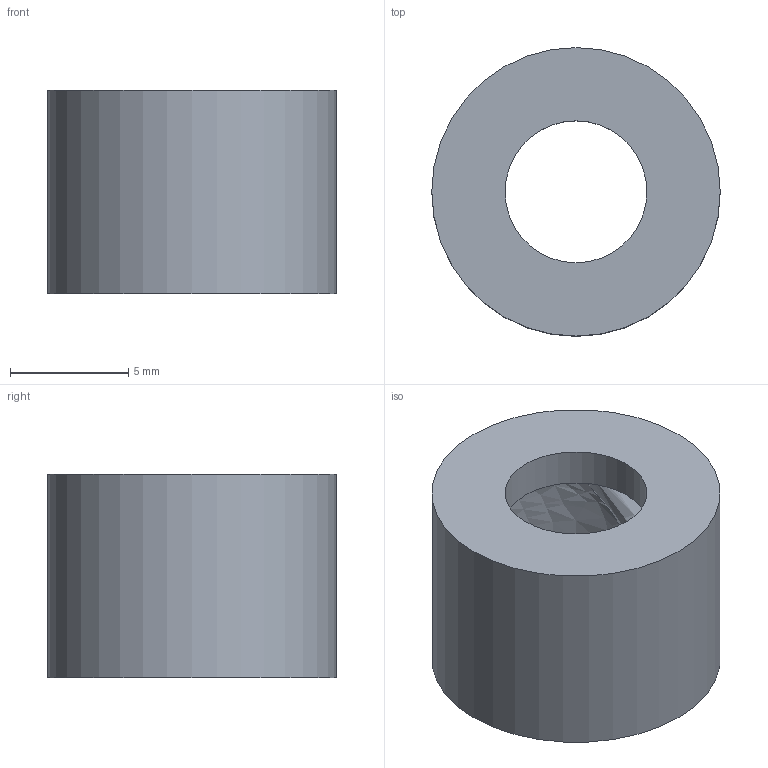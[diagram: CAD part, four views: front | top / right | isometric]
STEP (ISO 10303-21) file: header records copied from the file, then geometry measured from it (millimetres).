
FILE_DESCRIPTION(/* description */ (''),/* implementation_level */ '2;1');
FILE_NAME(/* name */ 'Spinner template.step',/* time_stamp */ '2019-09-16T20:55:24-06:00',/* author */ (''),/* organization */ (''),/* preprocessor_version */ 'ST-DEVELOPER v18',/* originating_system */ 'Autodesk Translation Framework v8.6.0.1094',/* authorisation */ '');
FILE_SCHEMA (('AUTOMOTIVE_DESIGN { 1 0 10303 214 3 1 1 }'));
Length unit declared in the file: millimetre
Products named in the file (1): Flat Blade Spinner
Bounding box: 12.2 x 12.2 x 8.6 mm (x, y, z)
Volume: 563.6 mm3; surface area: 772.4 mm2
Topology: 1 solids, 1 shells, 11 faces, 25 edges, 17 vertices
Faces by surface type: bspline 6, plane 3, cylinder 2
Full cylindrical faces by diameter (mm): 6 x1, 12.2 x1
Entity records: 901 total; most frequent: CARTESIAN_POINT 660, ORIENTED_EDGE 50, EDGE_CURVE 25, DIRECTION 24, B_SPLINE_CURVE_WITH_KNOTS 18, VERTEX_POINT 17, EDGE_LOOP 14, FACE_OUTER_BOUND 11
